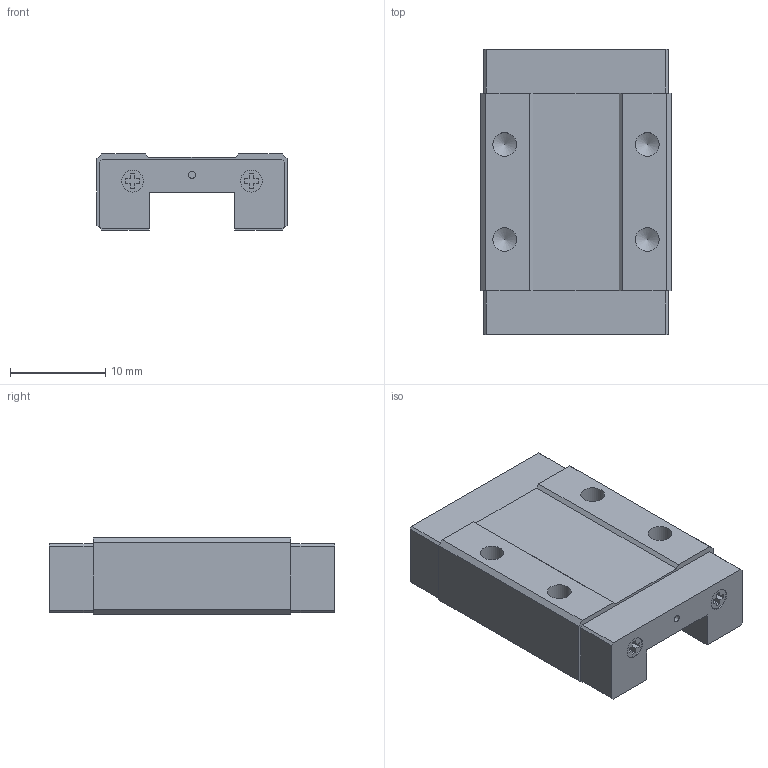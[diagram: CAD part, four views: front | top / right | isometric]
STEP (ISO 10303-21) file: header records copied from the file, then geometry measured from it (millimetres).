
FILE_DESCRIPTION(/* description */ ('STEP AP242','CAx-IF Rec.Pracs.---Representation and Presentation of Product Manufacturing Information (PMI)---4.0---2014-10-13','CAx-IF Rec.Pracs.---3D Tessellated Geometry---0.4---2014-09-14','2;1'),/* implementation_level */ '2;1');
FILE_NAME(/* name */ '6230e5d4fef31f62a338fafb',/* time_stamp */ '2022-03-15T19:15:33+00:00',/* author */ (''),/* organization */ (''),/* preprocessor_version */ 'ST-DEVELOPER v18.101',/* originating_system */ ' ',/* authorisation */ ' ');
FILE_SCHEMA (('AP242_MANAGED_MODEL_BASED_3D_ENGINEERING_MIM_LF { 1 0 10303 442 1 1 4 }'));
Length unit declared in the file: metre
Products named in the file (1): IKO LWL9 BCS linear guideway block
Bounding box: 20 x 30 x 8 mm (x, y, z)
Volume: 3383.9 mm3; surface area: 2267.2 mm2
Topology: 1 solids, 1 shells, 124 faces, 478 edges, 380 vertices
Faces by surface type: plane 110, cylinder 10, cone 4
Full cylindrical faces by diameter (mm): 0.75 x2, 2.3 x4, 2.5 x4
Entity records: 5261 total; most frequent: CARTESIAN_POINT 1153, ORIENTED_EDGE 912, DIRECTION 628, EDGE_CURVE 456, VERTEX_POINT 376, LINE 338, VECTOR 338, FACE_BOUND 166
